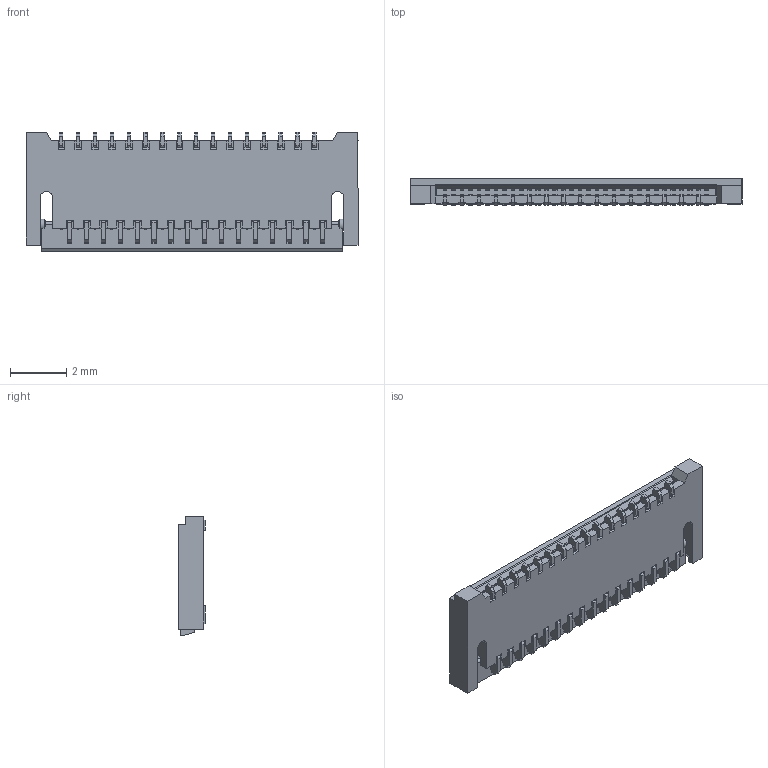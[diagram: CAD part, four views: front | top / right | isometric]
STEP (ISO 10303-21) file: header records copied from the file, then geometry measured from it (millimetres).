
FILE_DESCRIPTION(/* description */ (''),/* implementation_level */ '2;1');
FILE_NAME(/* name */ '',/* time_stamp */ '',/* author */ (''),/* organization */ (''),/* preprocessor_version */ '',/* originating_system */ '',/* authorisation */ '');
FILE_SCHEMA (('AUTOMOTIVE_DESIGN { 1 0 10303 214 3 1 1 }'));
Length unit declared in the file: millimetre
Products named in the file (2): DDK FF12-32A-R11AL-3H; DDK FF12-32A-R11AL-3H_1
Assembly tree (1 placements, depth 2):
  DDK FF12-32A-R11AL-3H
    DDK FF12-32A-R11AL-3H_1
Bounding box: 11.8 x 0.95 x 4.23 mm (x, y, z)
Volume: 30.3 mm3; surface area: 199.9 mm2
Topology: 1 solids, 1 shells, 1182 faces, 3844 edges, 2550 vertices
Faces by surface type: plane 1013, cylinder 167, cone 2
Full cylindrical faces by diameter (mm): 0.4 x2
Entity records: 42108 total; most frequent: ORIENTED_EDGE 7680, CARTESIAN_POINT 7601, DIRECTION 6544, EDGE_CURVE 3840, LINE 3494, VECTOR 3494, VERTEX_POINT 2548, AXIS2_PLACEMENT_3D 1525
